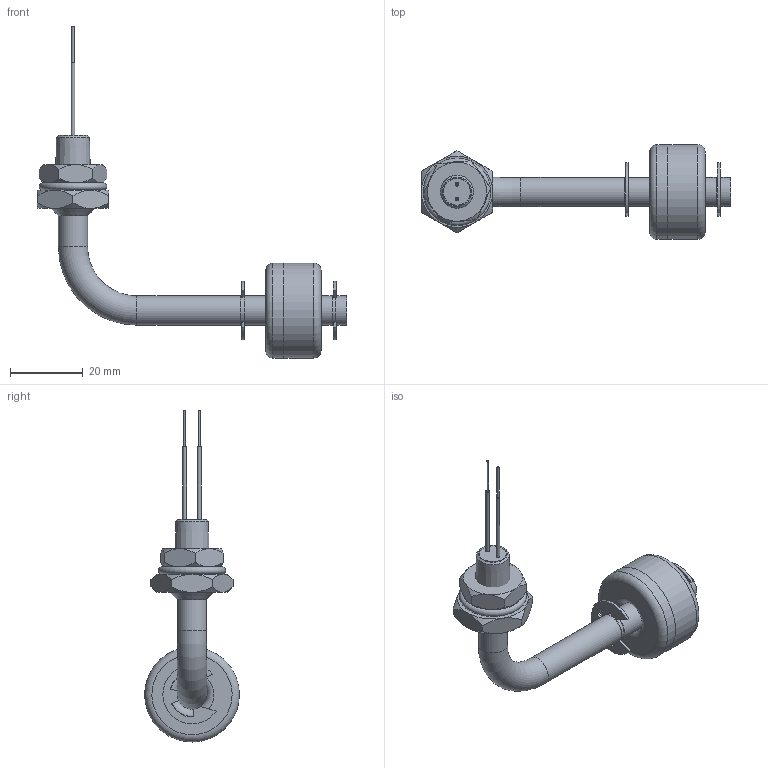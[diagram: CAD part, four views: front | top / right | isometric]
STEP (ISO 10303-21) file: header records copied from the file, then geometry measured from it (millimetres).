
FILE_DESCRIPTION(/* description */ ('Level Sensor'),/* implementation_level */ '2;1');
FILE_NAME(/* name */ 'DFR-3L-1F.stp',/* time_stamp */ '2025-04-04T17:55:45+09:00',/* author */ ('SH04'),/* organization */ ('DONG SUNG SENSORS'),/* preprocessor_version */ 'ST-DEVELOPER v20',/* originating_system */ 'Autodesk Inventor 2024',/* authorisation */ '');
FILE_SCHEMA (('AUTOMOTIVE_DESIGN { 1 0 10303 214 3 1 1 }'));
Length unit declared in the file: millimetre
Products named in the file (6): DFR-3L-1F; DFR-3L-1F-STEM; DFR-3L-1F-FLOAT; NETWS8; NUT-8; O-ring-8
Assembly tree (6 placements, depth 2):
  DFR-3L-1F
    DFR-3L-1F-STEM
    DFR-3L-1F-FLOAT
    NETWS8  x2
    NUT-8
    O-ring-8
Bounding box: 84.75 x 26 x 91 mm (x, y, z)
Volume: 16032.3 mm3; surface area: 8089.8 mm2
Topology: 6 solids, 6 shells, 111 faces, 234 edges, 147 vertices
Faces by surface type: plane 48, cylinder 29, cone 27, torus 7
Full cylindrical faces by diameter (mm): 0.6 x2, 1 x2, 7.4 x1, 7.5 x1, 7.7 x2, 8 x6, 8.376 x1, 26 x2
Entity records: 2786 total; most frequent: CARTESIAN_POINT 526, DIRECTION 462, ORIENTED_EDGE 396, AXIS2_PLACEMENT_3D 203, EDGE_CURVE 198, VERTEX_POINT 123, EDGE_LOOP 115, FACE_OUTER_BOUND 97
